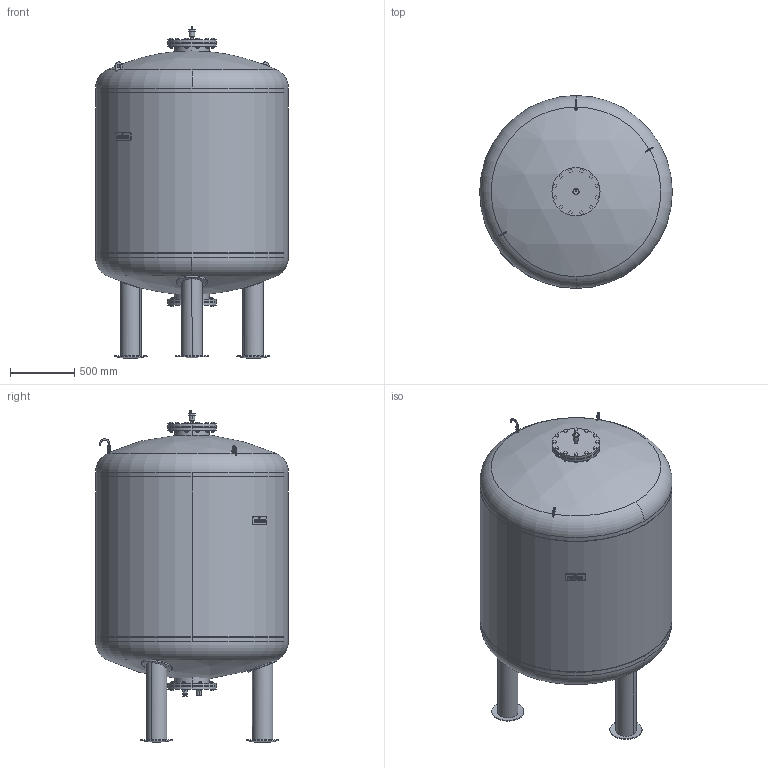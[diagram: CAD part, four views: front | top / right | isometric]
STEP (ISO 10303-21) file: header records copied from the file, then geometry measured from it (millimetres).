
FILE_DESCRIPTION((''),'2;1');
FILE_NAME('3d_VF3000-6611205.stp','2009-12-30T07:53:11',(''),(''),'Mechanical Desktop 2008','Mechanical Desktop 2008',', , ');
FILE_SCHEMA(('CONFIG_CONTROL_DESIGN'));
Length unit declared in the file: millimetre
Products named in the file (1): Product
Bounding box: 1500 x 1500 x 2584.45 mm (x, y, z)
Volume: 3066090833.7 mm3; surface area: 20162489.7 mm2
Topology: 27 solids, 28 shells, 733 faces, 1709 edges, 1118 vertices
Faces by surface type: plane 451, cylinder 187, cone 62, bspline 22, torus 6, sphere 5
Entity records: 21450 total; most frequent: CARTESIAN_POINT 4200, DIRECTION 3610, ORIENTED_EDGE 3406, EDGE_CURVE 1703, AXIS2_PLACEMENT_3D 1215, VECTOR 1180, LINE 1180, VERTEX_POINT 1118
